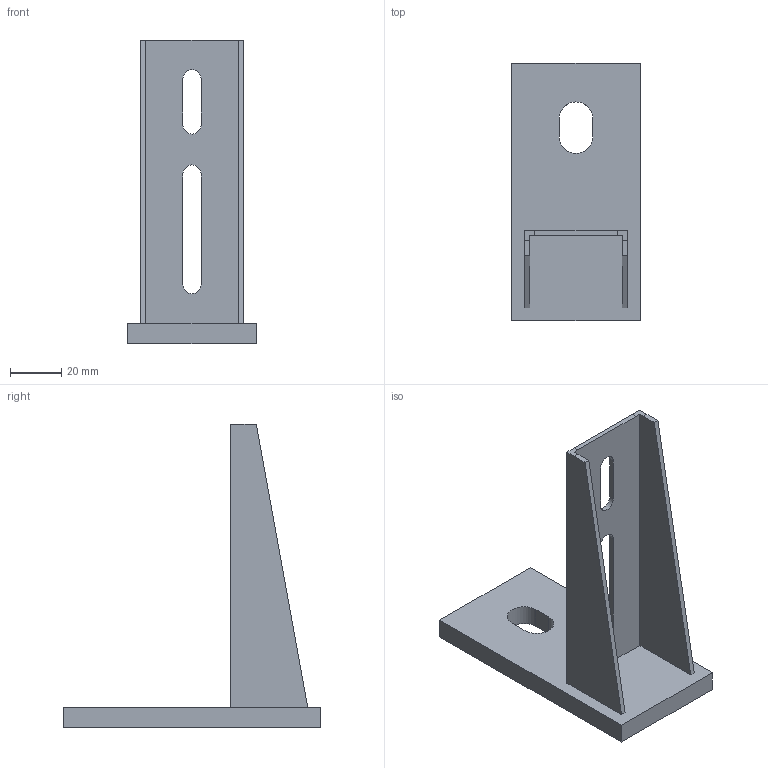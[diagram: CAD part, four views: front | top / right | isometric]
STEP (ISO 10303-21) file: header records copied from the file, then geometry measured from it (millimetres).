
FILE_DESCRIPTION (( 'STEP AP214' ), '1' );
FILE_NAME ('6437881.STEP', '2019-11-14T08:15:50', ( '' ), ( '' ), 'SwSTEP 2.0', 'SolidWorks 2018', '' );
FILE_SCHEMA (( 'AUTOMOTIVE_DESIGN' ));
Length unit declared in the file: millimetre
Products named in the file (3): KTS 04.020-006_L=100, t=8, L.loch=13; 141974_100; 6437881
Assembly tree (2 placements, depth 2):
  6437881
    KTS 04.020-006_L=100, t=8, L.loch=13
    141974_100
Bounding box: 50 x 100 x 118 mm (x, y, z)
Volume: 53922.2 mm3; surface area: 29186.5 mm2
Topology: 2 solids, 2 shells, 38 faces, 102 edges, 68 vertices
Faces by surface type: plane 30, cylinder 8
Entity records: 1304 total; most frequent: CARTESIAN_POINT 213, ORIENTED_EDGE 204, DIRECTION 204, EDGE_CURVE 102, VECTOR 86, LINE 86, VERTEX_POINT 68, AXIS2_PLACEMENT_3D 59
